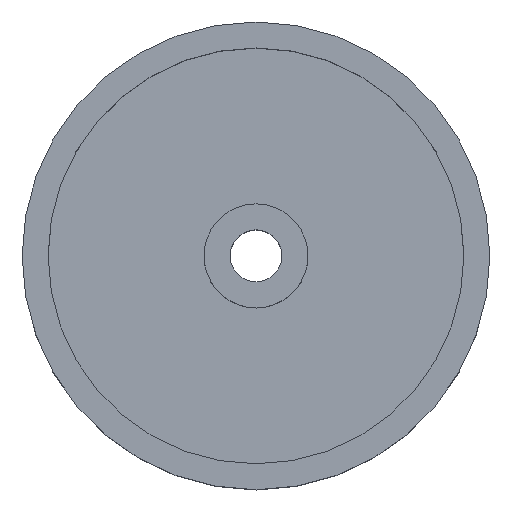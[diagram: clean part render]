
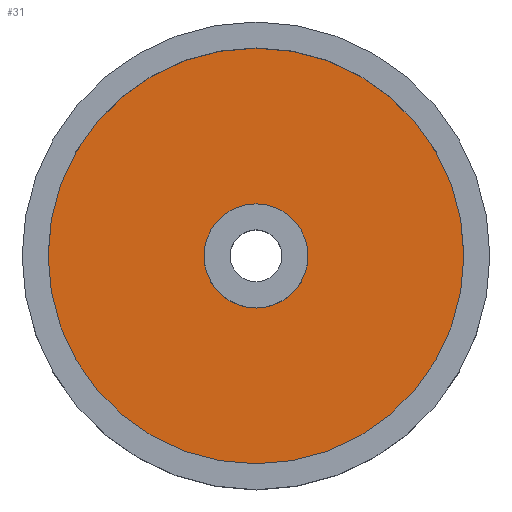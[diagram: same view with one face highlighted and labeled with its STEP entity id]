
A CAD part, top view. The second image highlights one B-rep face of the part: STEP entity #31.
In plain terms, the highlighted planar face has unit normal (0, 0, 1).
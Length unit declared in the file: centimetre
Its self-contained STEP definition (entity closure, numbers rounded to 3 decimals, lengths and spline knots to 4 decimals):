
#3 = AXIS2_PLACEMENT_3D ( 'NONE', #111, #225, #220 ) ;
#20 = CARTESIAN_POINT ( 'NONE',  ( 1.6, 0., -1.2353 ) ) ;
#31 = ADVANCED_FACE ( 'NONE', ( #164, #105 ), #170, .F. ) ;
#34 = ORIENTED_EDGE ( 'NONE', *, *, #287, .T. ) ;
#38 = EDGE_LOOP ( 'NONE', ( #34, #223 ) ) ;
#40 = EDGE_CURVE ( 'NONE', #241, #193, #64, .T. ) ;
#54 = AXIS2_PLACEMENT_3D ( 'NONE', #221, #75, #331 ) ;
#64 = CIRCLE ( 'NONE', #54, 1.6 ) ;
#75 = DIRECTION ( 'NONE',  ( 0., 0., -1. ) ) ;
#78 = CIRCLE ( 'NONE', #298, 0.4 ) ;
#81 = ORIENTED_EDGE ( 'NONE', *, *, #119, .F. ) ;
#103 = CIRCLE ( 'NONE', #345, 0.4 ) ;
#105 = FACE_OUTER_BOUND ( 'NONE', #297, .T. ) ;
#111 = CARTESIAN_POINT ( 'NONE',  ( 0., 0., -1.2353 ) ) ;
#115 = CARTESIAN_POINT ( 'NONE',  ( -0.4, 0., -1.2353 ) ) ;
#118 = CARTESIAN_POINT ( 'NONE',  ( -1.6, 0., -1.2353 ) ) ;
#119 = EDGE_CURVE ( 'NONE', #193, #241, #211, .T. ) ;
#145 = DIRECTION ( 'NONE',  ( 0., 0., -1. ) ) ;
#148 = CARTESIAN_POINT ( 'NONE',  ( 0., 0., -1.2353 ) ) ;
#164 = FACE_BOUND ( 'NONE', #38, .T. ) ;
#170 = PLANE ( 'NONE',  #255 ) ;
#185 = EDGE_CURVE ( 'NONE', #349, #262, #103, .T. ) ;
#193 = VERTEX_POINT ( 'NONE', #20 ) ;
#200 = DIRECTION ( 'NONE',  ( 0., 0., -1. ) ) ;
#211 = CIRCLE ( 'NONE', #3, 1.6 ) ;
#220 = DIRECTION ( 'NONE',  ( -1., 0., 0. ) ) ;
#221 = CARTESIAN_POINT ( 'NONE',  ( 0., 0., -1.2353 ) ) ;
#223 = ORIENTED_EDGE ( 'NONE', *, *, #185, .T. ) ;
#225 = DIRECTION ( 'NONE',  ( 0., 0., -1. ) ) ;
#227 = DIRECTION ( 'NONE',  ( -1., 0., 0. ) ) ;
#241 = VERTEX_POINT ( 'NONE', #118 ) ;
#255 = AXIS2_PLACEMENT_3D ( 'NONE', #354, #299, #327 ) ;
#256 = DIRECTION ( 'NONE',  ( -1., 0., 0. ) ) ;
#262 = VERTEX_POINT ( 'NONE', #316 ) ;
#287 = EDGE_CURVE ( 'NONE', #262, #349, #78, .T. ) ;
#291 = ORIENTED_EDGE ( 'NONE', *, *, #40, .F. ) ;
#297 = EDGE_LOOP ( 'NONE', ( #291, #81 ) ) ;
#298 = AXIS2_PLACEMENT_3D ( 'NONE', #148, #200, #256 ) ;
#299 = DIRECTION ( 'NONE',  ( 0., 0., -1. ) ) ;
#316 = CARTESIAN_POINT ( 'NONE',  ( 0.4, 0., -1.2353 ) ) ;
#327 = DIRECTION ( 'NONE',  ( -1., 0., 0. ) ) ;
#331 = DIRECTION ( 'NONE',  ( -1., 0., 0. ) ) ;
#345 = AXIS2_PLACEMENT_3D ( 'NONE', #366, #145, #227 ) ;
#349 = VERTEX_POINT ( 'NONE', #115 ) ;
#354 = CARTESIAN_POINT ( 'NONE',  ( 0., 0., -1.2353 ) ) ;
#366 = CARTESIAN_POINT ( 'NONE',  ( 0., 0., -1.2353 ) ) ;
